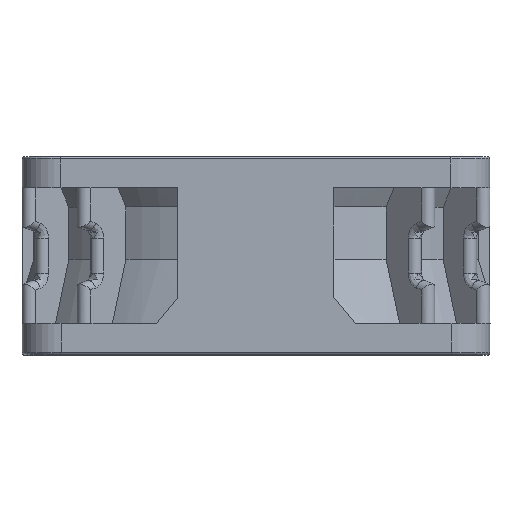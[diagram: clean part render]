
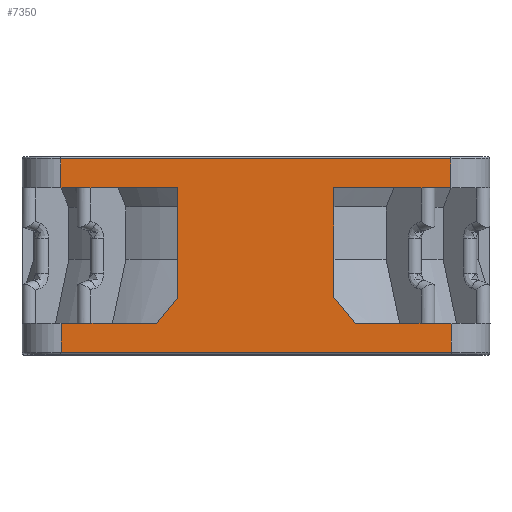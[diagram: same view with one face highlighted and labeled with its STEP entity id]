
A CAD part, top view. The second image highlights one B-rep face of the part: STEP entity #7350.
In plain terms, the highlighted planar face has unit normal (0, 0, 1).
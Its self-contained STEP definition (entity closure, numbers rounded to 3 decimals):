
#156=DIRECTION('',(0.,-1.,0.));
#157=VECTOR('',#156,3.7);
#158=CARTESIAN_POINT('',(-25.,25.1,30.));
#159=LINE('',#158,#157);
#160=DIRECTION('',(0.,-1.,0.));
#161=VECTOR('',#160,3.7);
#162=CARTESIAN_POINT('',(25.,25.1,30.));
#163=LINE('',#162,#161);
#164=DIRECTION('',(-1.,0.,0.));
#165=VECTOR('',#164,3.071);
#166=CARTESIAN_POINT('',(25.,21.4,30.));
#167=LINE('',#166,#165);
#168=DIRECTION('',(1.,0.,0.));
#169=VECTOR('',#168,3.071);
#170=CARTESIAN_POINT('',(21.929,4.,30.));
#171=LINE('',#170,#169);
#172=DIRECTION('',(0.,-1.,0.));
#173=VECTOR('',#172,3.7);
#174=CARTESIAN_POINT('',(25.,4.,30.));
#175=LINE('',#174,#173);
#176=DIRECTION('',(-1.,0.,0.));
#177=VECTOR('',#176,50.);
#178=CARTESIAN_POINT('',(25.,0.3,30.));
#179=LINE('',#178,#177);
#180=DIRECTION('',(-1.,0.,0.));
#181=VECTOR('',#180,50.);
#182=CARTESIAN_POINT('',(25.,25.1,30.));
#183=LINE('',#182,#181);
#566=DIRECTION('',(1.,0.,0.));
#567=VECTOR('',#566,3.071);
#568=CARTESIAN_POINT('',(-25.,21.4,30.));
#569=LINE('',#568,#567);
#820=DIRECTION('',(-1.,0.,0.));
#821=VECTOR('',#820,9.161);
#822=CARTESIAN_POINT('',(-12.768,4.,30.));
#823=LINE('',#822,#821);
#834=CARTESIAN_POINT('',(-10.,7.365,30.));
#836=CARTESIAN_POINT('',(-10.,7.365,30.));
#837=CARTESIAN_POINT('',(-10.319,7.019,30.));
#838=CARTESIAN_POINT('',(-10.948,6.308,30.));
#839=CARTESIAN_POINT('',(-11.867,5.187,30.));
#840=CARTESIAN_POINT('',(-12.469,4.401,30.));
#841=CARTESIAN_POINT('',(-12.768,4.,30.));
#850=DIRECTION('',(0.,-1.,0.));
#851=VECTOR('',#850,14.015);
#852=CARTESIAN_POINT('',(-10.,21.379,30.));
#853=LINE('',#852,#851);
#886=CARTESIAN_POINT('',(-10.038,21.4,30.));
#887=CARTESIAN_POINT('',(-10.025,21.393,30.));
#888=CARTESIAN_POINT('',(-10.013,21.386,30.));
#889=CARTESIAN_POINT('',(-10.,21.379,30.));
#900=DIRECTION('',(1.,0.,0.));
#901=VECTOR('',#900,11.891);
#902=CARTESIAN_POINT('',(-21.929,21.4,30.));
#903=LINE('',#902,#901);
#919=DIRECTION('',(-1.,0.,0.));
#920=VECTOR('',#919,3.071);
#921=CARTESIAN_POINT('',(-21.929,4.,30.));
#922=LINE('',#921,#920);
#961=DIRECTION('',(0.,-1.,0.));
#962=VECTOR('',#961,3.7);
#963=CARTESIAN_POINT('',(-25.,4.,30.));
#964=LINE('',#963,#962);
#1474=DIRECTION('',(-1.,0.,0.));
#1475=VECTOR('',#1474,9.161);
#1476=CARTESIAN_POINT('',(21.929,4.,30.));
#1477=LINE('',#1476,#1475);
#1483=CARTESIAN_POINT('',(10.,7.365,30.));
#1497=CARTESIAN_POINT('',(12.768,4.,30.));
#1498=CARTESIAN_POINT('',(12.468,4.404,30.));
#1499=CARTESIAN_POINT('',(11.863,5.192,30.));
#1500=CARTESIAN_POINT('',(10.944,6.312,30.));
#1501=CARTESIAN_POINT('',(10.317,7.021,30.));
#1502=CARTESIAN_POINT('',(10.,7.365,30.));
#1504=DIRECTION('',(0.,1.,0.));
#1505=VECTOR('',#1504,14.015);
#1506=CARTESIAN_POINT('',(10.,7.365,30.));
#1507=LINE('',#1506,#1505);
#1515=CARTESIAN_POINT('',(10.,21.379,30.));
#1516=CARTESIAN_POINT('',(10.013,21.386,30.));
#1517=CARTESIAN_POINT('',(10.025,21.393,30.));
#1518=CARTESIAN_POINT('',(10.038,21.4,30.));
#1536=DIRECTION('',(1.,0.,0.));
#1537=VECTOR('',#1536,11.891);
#1538=CARTESIAN_POINT('',(10.038,21.4,30.));
#1539=LINE('',#1538,#1537);
#6417=CARTESIAN_POINT('',(25.,25.1,30.));
#6418=VERTEX_POINT('',#6417);
#6421=CARTESIAN_POINT('',(25.,21.4,30.));
#6422=VERTEX_POINT('',#6421);
#6435=CARTESIAN_POINT('',(21.929,21.4,30.));
#6436=VERTEX_POINT('',#6435);
#6503=CARTESIAN_POINT('',(25.,4.,30.));
#6504=VERTEX_POINT('',#6503);
#6505=CARTESIAN_POINT('',(21.929,4.,30.));
#6506=VERTEX_POINT('',#6505);
#6519=CARTESIAN_POINT('',(25.,0.3,30.));
#6520=VERTEX_POINT('',#6519);
#6521=CARTESIAN_POINT('',(-25.,0.3,30.));
#6522=VERTEX_POINT('',#6521);
#6523=CARTESIAN_POINT('',(10.038,21.4,30.));
#6524=VERTEX_POINT('',#6523);
#6525=VERTEX_POINT('',#1515);
#6526=VERTEX_POINT('',#886);
#6527=VERTEX_POINT('',#889);
#6528=CARTESIAN_POINT('',(-21.929,21.4,30.));
#6529=VERTEX_POINT('',#6528);
#6530=CARTESIAN_POINT('',(-25.,21.4,30.));
#6531=VERTEX_POINT('',#6530);
#6532=CARTESIAN_POINT('',(-25.,25.1,30.));
#6533=VERTEX_POINT('',#6532);
#6606=CARTESIAN_POINT('',(-12.768,4.,30.));
#6607=VERTEX_POINT('',#6606);
#6608=CARTESIAN_POINT('',(-21.929,4.,30.));
#6609=VERTEX_POINT('',#6608);
#6611=VERTEX_POINT('',#834);
#6620=CARTESIAN_POINT('',(-25.,4.,30.));
#6621=VERTEX_POINT('',#6620);
#7081=CARTESIAN_POINT('',(12.768,4.,30.));
#7082=VERTEX_POINT('',#7081);
#7083=VERTEX_POINT('',#1483);
#7304=CARTESIAN_POINT('',(0.,12.7,30.));
#7305=DIRECTION('',(0.,0.,1.));
#7306=DIRECTION('',(-1.,0.,0.));
#7307=AXIS2_PLACEMENT_3D('',#7304,#7305,#7306);
#7308=PLANE('',#7307);
#7310=ORIENTED_EDGE('',*,*,#7309,.F.);
#7312=ORIENTED_EDGE('',*,*,#7311,.T.);
#7314=ORIENTED_EDGE('',*,*,#7313,.T.);
#7316=ORIENTED_EDGE('',*,*,#7315,.F.);
#7318=ORIENTED_EDGE('',*,*,#7317,.F.);
#7320=ORIENTED_EDGE('',*,*,#7319,.F.);
#7322=ORIENTED_EDGE('',*,*,#7321,.F.);
#7324=ORIENTED_EDGE('',*,*,#7323,.F.);
#7326=ORIENTED_EDGE('',*,*,#7325,.T.);
#7328=ORIENTED_EDGE('',*,*,#7327,.T.);
#7330=ORIENTED_EDGE('',*,*,#7329,.T.);
#7332=ORIENTED_EDGE('',*,*,#7331,.F.);
#7334=ORIENTED_EDGE('',*,*,#7333,.F.);
#7336=ORIENTED_EDGE('',*,*,#7335,.F.);
#7338=ORIENTED_EDGE('',*,*,#7337,.F.);
#7340=ORIENTED_EDGE('',*,*,#7339,.F.);
#7342=ORIENTED_EDGE('',*,*,#7341,.F.);
#7344=ORIENTED_EDGE('',*,*,#7343,.F.);
#7346=ORIENTED_EDGE('',*,*,#7345,.F.);
#7347=ORIENTED_EDGE('',*,*,#7295,.F.);
#7348=EDGE_LOOP('',(#7310,#7312,#7314,#7316,#7318,#7320,#7322,#7324,#7326,#7328,
#7330,#7332,#7334,#7336,#7338,#7340,#7342,#7344,#7346,#7347));
#7349=FACE_OUTER_BOUND('',#7348,.F.);
#7350=ADVANCED_FACE('',(#7349),#7308,.T.);
#842=B_SPLINE_CURVE_WITH_KNOTS('',3,(#836,#837,#838,#839,#840,#841),
.UNSPECIFIED.,.F.,.F.,(4,1,1,4),(0.,0.333,0.667,1.),
.UNSPECIFIED.);
#890=B_SPLINE_CURVE_WITH_KNOTS('',3,(#886,#887,#888,#889),.UNSPECIFIED.,.F.,.F.,
(4,4),(0.,1.),.UNSPECIFIED.);
#1503=B_SPLINE_CURVE_WITH_KNOTS('',3,(#1497,#1498,#1499,#1500,#1501,#1502),
.UNSPECIFIED.,.F.,.F.,(4,1,1,4),(0.,0.333,0.667,1.),
.UNSPECIFIED.);
#1519=B_SPLINE_CURVE_WITH_KNOTS('',3,(#1515,#1516,#1517,#1518),.UNSPECIFIED.,
.F.,.F.,(4,4),(0.,1.),.UNSPECIFIED.);
#7295=EDGE_CURVE('',#6533,#6531,#159,.T.);
#7309=EDGE_CURVE('',#6418,#6533,#183,.T.);
#7311=EDGE_CURVE('',#6418,#6422,#163,.T.);
#7313=EDGE_CURVE('',#6422,#6436,#167,.T.);
#7315=EDGE_CURVE('',#6524,#6436,#1539,.T.);
#7317=EDGE_CURVE('',#6525,#6524,#1519,.T.);
#7319=EDGE_CURVE('',#7083,#6525,#1507,.T.);
#7321=EDGE_CURVE('',#7082,#7083,#1503,.T.);
#7323=EDGE_CURVE('',#6506,#7082,#1477,.T.);
#7325=EDGE_CURVE('',#6506,#6504,#171,.T.);
#7327=EDGE_CURVE('',#6504,#6520,#175,.T.);
#7329=EDGE_CURVE('',#6520,#6522,#179,.T.);
#7331=EDGE_CURVE('',#6621,#6522,#964,.T.);
#7333=EDGE_CURVE('',#6609,#6621,#922,.T.);
#7335=EDGE_CURVE('',#6607,#6609,#823,.T.);
#7337=EDGE_CURVE('',#6611,#6607,#842,.T.);
#7339=EDGE_CURVE('',#6527,#6611,#853,.T.);
#7341=EDGE_CURVE('',#6526,#6527,#890,.T.);
#7343=EDGE_CURVE('',#6529,#6526,#903,.T.);
#7345=EDGE_CURVE('',#6531,#6529,#569,.T.);
